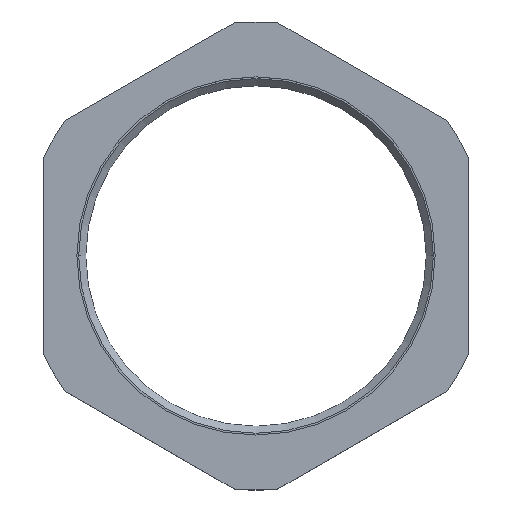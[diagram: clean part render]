
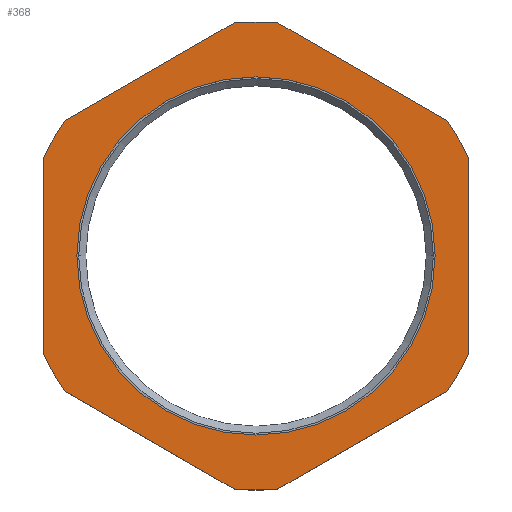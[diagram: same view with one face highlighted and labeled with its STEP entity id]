
A CAD part, top view. The second image highlights one B-rep face of the part: STEP entity #368.
In plain terms, the highlighted planar face has unit normal (0, 0, 1).
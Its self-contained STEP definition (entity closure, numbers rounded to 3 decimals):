
#9 = CARTESIAN_POINT ( 'NONE',  ( 0., 0., 9. ) ) ;
#11 = DIRECTION ( 'NONE',  ( 0., 0., 1. ) ) ;
#15 = LINE ( 'NONE', #1244, #1227 ) ;
#28 = CARTESIAN_POINT ( 'NONE',  ( 0., 0., 9. ) ) ;
#32 = DIRECTION ( 'NONE',  ( 0., 0., 1. ) ) ;
#33 = CIRCLE ( 'NONE', #669, 33. ) ;
#41 = CIRCLE ( 'NONE', #1018, 33. ) ;
#42 = VERTEX_POINT ( 'NONE', #1156 ) ;
#45 = DIRECTION ( 'NONE',  ( 0., 0., 1. ) ) ;
#56 = DIRECTION ( 'NONE',  ( 0.866, -0.5, 0. ) ) ;
#61 = CARTESIAN_POINT ( 'NONE',  ( 26.906, 19.107, 9. ) ) ;
#80 = CARTESIAN_POINT ( 'NONE',  ( -30., 17.321, 9. ) ) ;
#82 = CIRCLE ( 'NONE', #1277, 33. ) ;
#86 = VERTEX_POINT ( 'NONE', #242 ) ;
#99 = DIRECTION ( 'NONE',  ( 1., 0., 0. ) ) ;
#144 = EDGE_CURVE ( 'NONE', #42, #181, #1122, .T. ) ;
#157 = CARTESIAN_POINT ( 'NONE',  ( -30., -17.321, 9. ) ) ;
#164 = DIRECTION ( 'NONE',  ( 0., 0., 1. ) ) ;
#170 = DIRECTION ( 'NONE',  ( 0., 0., 1. ) ) ;
#181 = VERTEX_POINT ( 'NONE', #963 ) ;
#182 = ORIENTED_EDGE ( 'NONE', *, *, #1223, .T. ) ;
#195 = EDGE_CURVE ( 'NONE', #389, #638, #82, .T. ) ;
#198 = ORIENTED_EDGE ( 'NONE', *, *, #195, .T. ) ;
#226 = EDGE_LOOP ( 'NONE', ( #182, #518, #811, #893, #1164, #1138, #940, #198, #977, #415, #495, #680 ) ) ;
#239 = EDGE_CURVE ( 'NONE', #638, #1298, #458, .T. ) ;
#242 = CARTESIAN_POINT ( 'NONE',  ( -3.094, 32.855, 9. ) ) ;
#243 = AXIS2_PLACEMENT_3D ( 'NONE', #9, #394, #412 ) ;
#248 = DIRECTION ( 'NONE',  ( 1., 0., 0. ) ) ;
#255 = EDGE_CURVE ( 'NONE', #654, #1191, #1085, .T. ) ;
#273 = EDGE_CURVE ( 'NONE', #181, #42, #1209, .T. ) ;
#289 = VECTOR ( 'NONE', #1281, 1000. ) ;
#306 = CARTESIAN_POINT ( 'NONE',  ( 0., 0., 9. ) ) ;
#312 = CARTESIAN_POINT ( 'NONE',  ( 0., 0., 9. ) ) ;
#328 = ORIENTED_EDGE ( 'NONE', *, *, #273, .F. ) ;
#338 = DIRECTION ( 'NONE',  ( -0.866, -0.5, 0. ) ) ;
#339 = CIRCLE ( 'NONE', #1082, 33. ) ;
#368 = ADVANCED_FACE ( 'NONE', ( #1118, #914 ), #493, .T. ) ;
#377 = CARTESIAN_POINT ( 'NONE',  ( 3.094, -32.855, 9. ) ) ;
#389 = VERTEX_POINT ( 'NONE', #1303 ) ;
#394 = DIRECTION ( 'NONE',  ( 0., 0., 1. ) ) ;
#407 = EDGE_CURVE ( 'NONE', #1106, #1052, #15, .T. ) ;
#412 = DIRECTION ( 'NONE',  ( 1., 0., 0. ) ) ;
#415 = ORIENTED_EDGE ( 'NONE', *, *, #1213, .T. ) ;
#425 = EDGE_CURVE ( 'NONE', #1191, #86, #1270, .T. ) ;
#439 = DIRECTION ( 'NONE',  ( 1., 0., 0. ) ) ;
#440 = EDGE_CURVE ( 'NONE', #86, #1112, #1123, .T. ) ;
#451 = CARTESIAN_POINT ( 'NONE',  ( -26.906, -19.107, 9. ) ) ;
#458 = LINE ( 'NONE', #157, #1271 ) ;
#462 = CARTESIAN_POINT ( 'NONE',  ( 26.906, -19.107, 9. ) ) ;
#470 = CARTESIAN_POINT ( 'NONE',  ( 0., 0., 9. ) ) ;
#473 = VERTEX_POINT ( 'NONE', #625 ) ;
#481 = AXIS2_PLACEMENT_3D ( 'NONE', #28, #32, #439 ) ;
#489 = CARTESIAN_POINT ( 'NONE',  ( -26.906, 19.107, 9. ) ) ;
#493 = PLANE ( 'NONE',  #243 ) ;
#495 = ORIENTED_EDGE ( 'NONE', *, *, #407, .T. ) ;
#510 = CARTESIAN_POINT ( 'NONE',  ( 3.094, 32.855, 9. ) ) ;
#518 = ORIENTED_EDGE ( 'NONE', *, *, #1154, .T. ) ;
#523 = CARTESIAN_POINT ( 'NONE',  ( 0., 0., 9. ) ) ;
#554 = CARTESIAN_POINT ( 'NONE',  ( 0., 0., 9. ) ) ;
#621 = LINE ( 'NONE', #1229, #795 ) ;
#625 = CARTESIAN_POINT ( 'NONE',  ( 30., 13.748, 9. ) ) ;
#635 = EDGE_CURVE ( 'NONE', #1052, #701, #33, .T. ) ;
#638 = VERTEX_POINT ( 'NONE', #451 ) ;
#654 = VERTEX_POINT ( 'NONE', #61 ) ;
#660 = EDGE_LOOP ( 'NONE', ( #1197, #328 ) ) ;
#669 = AXIS2_PLACEMENT_3D ( 'NONE', #470, #170, #866 ) ;
#680 = ORIENTED_EDGE ( 'NONE', *, *, #635, .T. ) ;
#701 = VERTEX_POINT ( 'NONE', #796 ) ;
#710 = DIRECTION ( 'NONE',  ( 1., 0., 0. ) ) ;
#716 = DIRECTION ( 'NONE',  ( 0., 0., 1. ) ) ;
#722 = DIRECTION ( 'NONE',  ( 0., 1., 0. ) ) ;
#768 = CARTESIAN_POINT ( 'NONE',  ( 0., 0., 9. ) ) ;
#795 = VECTOR ( 'NONE', #722, 1000. ) ;
#796 = CARTESIAN_POINT ( 'NONE',  ( 30., -13.748, 9. ) ) ;
#811 = ORIENTED_EDGE ( 'NONE', *, *, #255, .T. ) ;
#813 = CARTESIAN_POINT ( 'NONE',  ( 0., 0., 9. ) ) ;
#853 = DIRECTION ( 'NONE',  ( 1., 0., 0. ) ) ;
#866 = DIRECTION ( 'NONE',  ( 1., 0., 0. ) ) ;
#893 = ORIENTED_EDGE ( 'NONE', *, *, #425, .T. ) ;
#895 = CARTESIAN_POINT ( 'NONE',  ( -30., 13.748, 9. ) ) ;
#914 = FACE_OUTER_BOUND ( 'NONE', #226, .T. ) ;
#916 = DIRECTION ( 'NONE',  ( 1., 0., 0. ) ) ;
#917 = AXIS2_PLACEMENT_3D ( 'NONE', #312, #1316, #99 ) ;
#933 = AXIS2_PLACEMENT_3D ( 'NONE', #554, #164, #853 ) ;
#940 = ORIENTED_EDGE ( 'NONE', *, *, #1129, .T. ) ;
#950 = CARTESIAN_POINT ( 'NONE',  ( 0., 34.641, 9. ) ) ;
#963 = CARTESIAN_POINT ( 'NONE',  ( -25.25, 0., 9. ) ) ;
#977 = ORIENTED_EDGE ( 'NONE', *, *, #239, .T. ) ;
#994 = LINE ( 'NONE', #80, #1186 ) ;
#1018 = AXIS2_PLACEMENT_3D ( 'NONE', #813, #1312, #1107 ) ;
#1032 = VECTOR ( 'NONE', #338, 1000. ) ;
#1052 = VERTEX_POINT ( 'NONE', #462 ) ;
#1061 = AXIS2_PLACEMENT_3D ( 'NONE', #523, #11, #710 ) ;
#1082 = AXIS2_PLACEMENT_3D ( 'NONE', #306, #716, #916 ) ;
#1085 = LINE ( 'NONE', #1188, #289 ) ;
#1106 = VERTEX_POINT ( 'NONE', #377 ) ;
#1107 = DIRECTION ( 'NONE',  ( 1., 0., 0. ) ) ;
#1111 = VERTEX_POINT ( 'NONE', #895 ) ;
#1112 = VERTEX_POINT ( 'NONE', #489 ) ;
#1118 = FACE_BOUND ( 'NONE', #660, .T. ) ;
#1122 = CIRCLE ( 'NONE', #933, 25.25 ) ;
#1123 = LINE ( 'NONE', #950, #1032 ) ;
#1124 = CIRCLE ( 'NONE', #1061, 33. ) ;
#1129 = EDGE_CURVE ( 'NONE', #1111, #389, #994, .T. ) ;
#1138 = ORIENTED_EDGE ( 'NONE', *, *, #1178, .T. ) ;
#1154 = EDGE_CURVE ( 'NONE', #473, #654, #41, .T. ) ;
#1156 = CARTESIAN_POINT ( 'NONE',  ( 25.25, 0., 9. ) ) ;
#1164 = ORIENTED_EDGE ( 'NONE', *, *, #440, .T. ) ;
#1178 = EDGE_CURVE ( 'NONE', #1112, #1111, #339, .T. ) ;
#1186 = VECTOR ( 'NONE', #1306, 1000. ) ;
#1188 = CARTESIAN_POINT ( 'NONE',  ( 30., 17.321, 9. ) ) ;
#1191 = VERTEX_POINT ( 'NONE', #510 ) ;
#1197 = ORIENTED_EDGE ( 'NONE', *, *, #144, .F. ) ;
#1209 = CIRCLE ( 'NONE', #917, 25.25 ) ;
#1213 = EDGE_CURVE ( 'NONE', #1298, #1106, #1124, .T. ) ;
#1223 = EDGE_CURVE ( 'NONE', #701, #473, #621, .T. ) ;
#1227 = VECTOR ( 'NONE', #1251, 1000. ) ;
#1229 = CARTESIAN_POINT ( 'NONE',  ( 30., -17.321, 9. ) ) ;
#1244 = CARTESIAN_POINT ( 'NONE',  ( 0., -34.641, 9. ) ) ;
#1251 = DIRECTION ( 'NONE',  ( 0.866, 0.5, 0. ) ) ;
#1259 = CARTESIAN_POINT ( 'NONE',  ( -3.094, -32.855, 9. ) ) ;
#1270 = CIRCLE ( 'NONE', #481, 33. ) ;
#1271 = VECTOR ( 'NONE', #56, 1000. ) ;
#1277 = AXIS2_PLACEMENT_3D ( 'NONE', #768, #45, #248 ) ;
#1281 = DIRECTION ( 'NONE',  ( -0.866, 0.5, 0. ) ) ;
#1298 = VERTEX_POINT ( 'NONE', #1259 ) ;
#1303 = CARTESIAN_POINT ( 'NONE',  ( -30., -13.748, 9. ) ) ;
#1306 = DIRECTION ( 'NONE',  ( 0., -1., 0. ) ) ;
#1312 = DIRECTION ( 'NONE',  ( 0., 0., 1. ) ) ;
#1316 = DIRECTION ( 'NONE',  ( 0., 0., 1. ) ) ;
